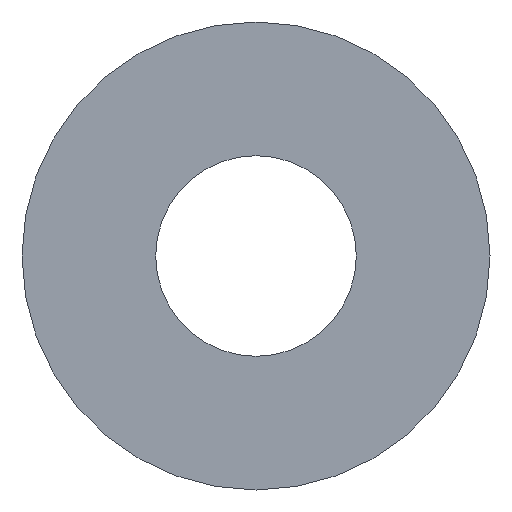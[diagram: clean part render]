
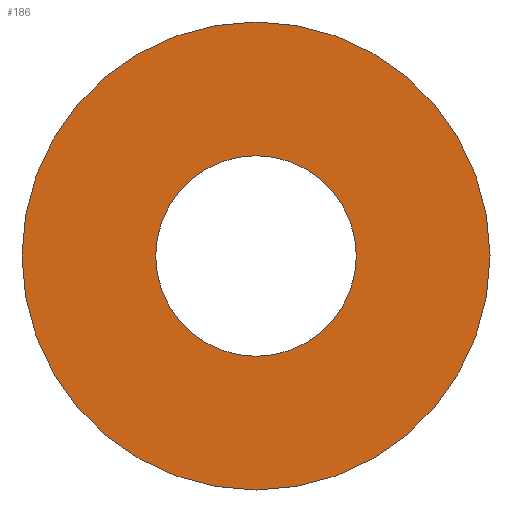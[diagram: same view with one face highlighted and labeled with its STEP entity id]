
A CAD part, front view. The second image highlights one B-rep face of the part: STEP entity #186.
In plain terms, the highlighted planar face has unit normal (0, -1, 0).
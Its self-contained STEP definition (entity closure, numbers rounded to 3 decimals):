
#3 = CARTESIAN_POINT ( 'NONE',  ( 0., 0., 3. ) ) ;
#5 = CARTESIAN_POINT ( 'NONE',  ( 0., 0., -7. ) ) ;
#11 = CARTESIAN_POINT ( 'NONE',  ( 0., 0., -3. ) ) ;
#13 = DIRECTION ( 'NONE',  ( 0., 0., 1. ) ) ;
#14 = CARTESIAN_POINT ( 'NONE',  ( 0., 0., 7. ) ) ;
#18 = CARTESIAN_POINT ( 'NONE',  ( 0., 0., 0. ) ) ;
#28 = CARTESIAN_POINT ( 'NONE',  ( 0., 0., 0. ) ) ;
#29 = PLANE ( 'NONE',  #228 ) ;
#30 = DIRECTION ( 'NONE',  ( 0., 1., 0. ) ) ;
#31 = DIRECTION ( 'NONE',  ( 0., 0., 1. ) ) ;
#34 = DIRECTION ( 'NONE',  ( 0., -1., 0. ) ) ;
#37 = CARTESIAN_POINT ( 'NONE',  ( 0., 0., 7. ) ) ;
#39 = DIRECTION ( 'NONE',  ( 0., 1., 0. ) ) ;
#42 = DIRECTION ( 'NONE',  ( 0., 0., -1. ) ) ;
#66 = FACE_BOUND ( 'NONE', #109, .T. ) ;
#80 = FACE_OUTER_BOUND ( 'NONE', #110, .T. ) ;
#86 = VERTEX_POINT ( 'NONE', #3 ) ;
#89 = VERTEX_POINT ( 'NONE', #5 ) ;
#95 = VERTEX_POINT ( 'NONE', #11 ) ;
#97 = VERTEX_POINT ( 'NONE', #14 ) ;
#109 = EDGE_LOOP ( 'NONE', ( #128, #126 ) ) ;
#110 = EDGE_LOOP ( 'NONE', ( #130, #125 ) ) ;
#125 = ORIENTED_EDGE ( 'NONE', *, *, #204, .F. ) ;
#126 = ORIENTED_EDGE ( 'NONE', *, *, #189, .T. ) ;
#128 = ORIENTED_EDGE ( 'NONE', *, *, #203, .T. ) ;
#130 = ORIENTED_EDGE ( 'NONE', *, *, #180, .F. ) ;
#180 = EDGE_CURVE ( 'NONE', #97, #89, #265, .T. ) ;
#186 = ADVANCED_FACE ( 'NONE', ( #66, #80 ), #29, .T. ) ;
#189 = EDGE_CURVE ( 'NONE', #95, #86, #267, .T. ) ;
#203 = EDGE_CURVE ( 'NONE', #86, #95, #221, .T. ) ;
#204 = EDGE_CURVE ( 'NONE', #89, #97, #219, .T. ) ;
#212 = AXIS2_PLACEMENT_3D ( 'NONE', #321, #319, #317 ) ;
#214 = AXIS2_PLACEMENT_3D ( 'NONE', #303, #325, #323 ) ;
#219 = CIRCLE ( 'NONE', #212, 7. ) ;
#221 = CIRCLE ( 'NONE', #214, 3. ) ;
#228 = AXIS2_PLACEMENT_3D ( 'NONE', #37, #34, #42 ) ;
#239 = AXIS2_PLACEMENT_3D ( 'NONE', #28, #30, #31 ) ;
#262 = AXIS2_PLACEMENT_3D ( 'NONE', #18, #39, #13 ) ;
#265 = CIRCLE ( 'NONE', #239, 7. ) ;
#267 = CIRCLE ( 'NONE', #262, 3. ) ;
#303 = CARTESIAN_POINT ( 'NONE',  ( 0., 0., 0. ) ) ;
#317 = DIRECTION ( 'NONE',  ( 0., 0., 1. ) ) ;
#319 = DIRECTION ( 'NONE',  ( 0., 1., 0. ) ) ;
#321 = CARTESIAN_POINT ( 'NONE',  ( 0., 0., 0. ) ) ;
#323 = DIRECTION ( 'NONE',  ( 0., 0., 1. ) ) ;
#325 = DIRECTION ( 'NONE',  ( 0., 1., 0. ) ) ;
